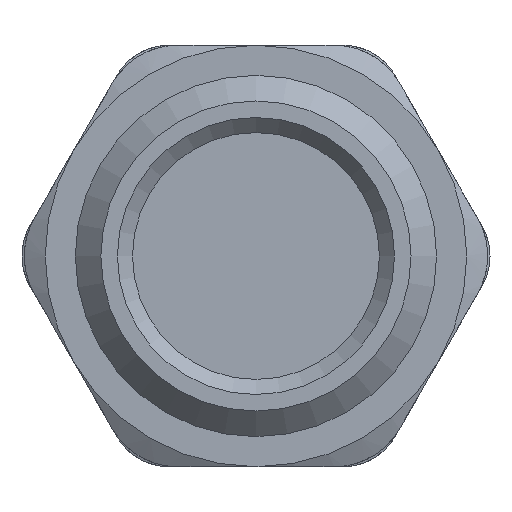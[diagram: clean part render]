
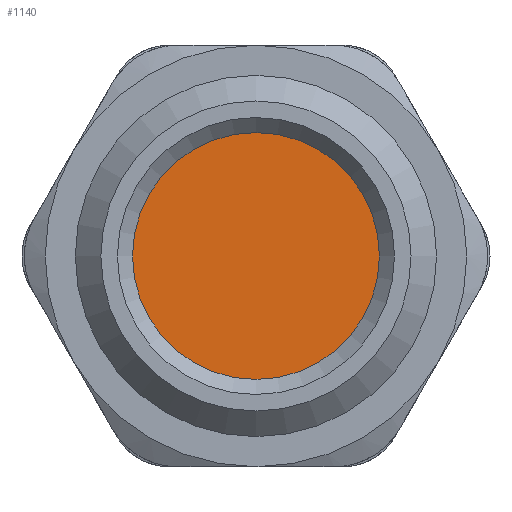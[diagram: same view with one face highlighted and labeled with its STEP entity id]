
A CAD part, front view. The second image highlights one B-rep face of the part: STEP entity #1140.
In plain terms, the highlighted planar face has unit normal (0, -1, 0).
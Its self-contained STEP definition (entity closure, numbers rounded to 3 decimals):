
#127=FACE_OUTER_BOUND('',#198,.T.);
#198=EDGE_LOOP('',(#722));
#396=CIRCLE('',#1241,4.1);
#449=VERTEX_POINT('',#1672);
#555=EDGE_CURVE('',#449,#449,#396,.T.);
#722=ORIENTED_EDGE('',*,*,#555,.F.);
#1044=PLANE('',#1240);
#1140=ADVANCED_FACE('',(#127),#1044,.F.);
#1240=AXIS2_PLACEMENT_3D('',#1671,#1373,#1374);
#1241=AXIS2_PLACEMENT_3D('',#1673,#1375,#1376);
#1373=DIRECTION('center_axis',(0.,1.,0.));
#1374=DIRECTION('ref_axis',(0.,0.,1.));
#1375=DIRECTION('center_axis',(0.,1.,0.));
#1376=DIRECTION('ref_axis',(1.,0.,0.));
#1671=CARTESIAN_POINT('Origin',(-1.179,-12.729,0.));
#1672=CARTESIAN_POINT('',(-5.279,-12.729,0.));
#1673=CARTESIAN_POINT('Origin',(-1.179,-12.729,0.));
